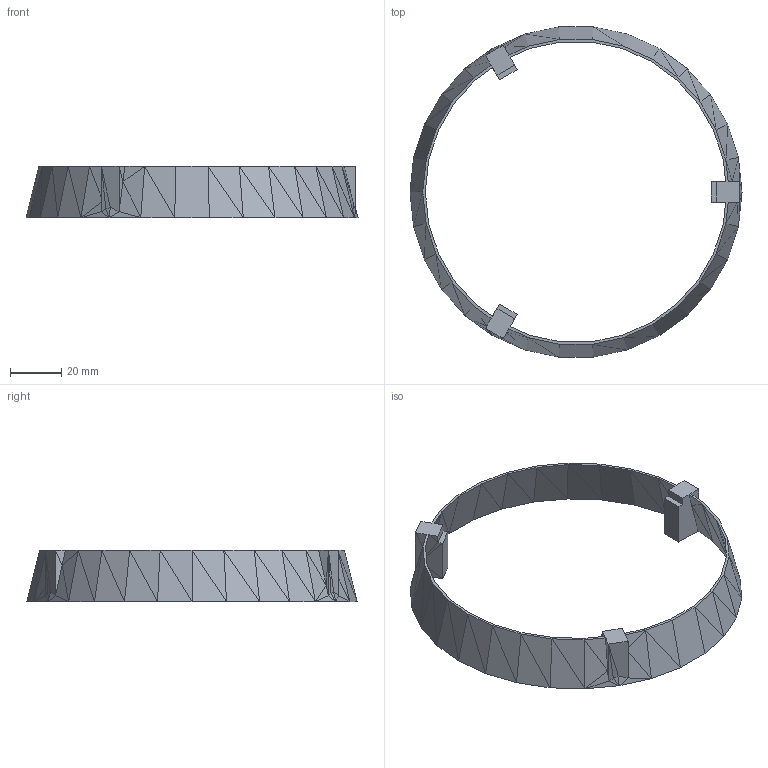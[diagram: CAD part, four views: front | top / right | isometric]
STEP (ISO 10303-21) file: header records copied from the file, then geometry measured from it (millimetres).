
FILE_DESCRIPTION(('FreeCAD Model'),'2;1');
FILE_NAME('radiationsheildv3b.step','2018-11-05T14:27:21',( 'Author'),(''),'Open CASCADE STEP processor 7.2','FreeCAD','Unknown' );
FILE_SCHEMA(('AUTOMOTIVE_DESIGN { 1 0 10303 214 1 1 1 1 }'));
Length unit declared in the file: millimetre
Products named in the file (1): Solid
Bounding box: 130 x 129.29 x 20 mm (x, y, z)
Volume: 12421 mm3; surface area: 18435.9 mm2
Topology: 1 solids, 1 shells, 193 faces, 374 edges, 183 vertices
Faces by surface type: plane 193
Entity records: 9098 total; most frequent: CARTESIAN_POINT 1824, DIRECTION 1185, LINE 797, VECTOR 797, ORIENTED_EDGE 748, PCURVE 748, DEFINITIONAL_REPRESENTATION 748, EDGE_CURVE 374
